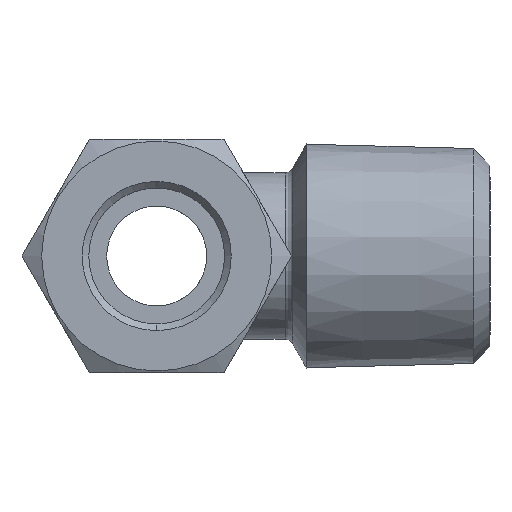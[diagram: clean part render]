
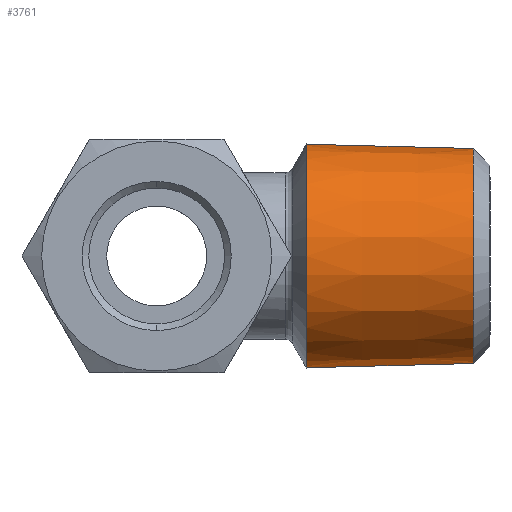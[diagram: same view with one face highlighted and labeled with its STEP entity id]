
A CAD part, left-side view. The second image highlights one B-rep face of the part: STEP entity #3761.
In plain terms, the highlighted conical face has half-angle 1.47 degrees and reference radius 6.707 mm.
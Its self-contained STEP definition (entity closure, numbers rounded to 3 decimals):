
#98 = EDGE_LOOP ( 'NONE', ( #5119, #5120, #5121, #5118 ) ) ;
#173 = EDGE_CURVE ( 'NONE', #4394, #4422, #5137, .T. ) ;
#348 = AXIS2_PLACEMENT_3D ( 'NONE', #3320, #3321, #3322 ) ;
#351 = CIRCLE ( 'NONE', #348, 6.707 ) ;
#352 = AXIS2_PLACEMENT_3D ( 'NONE', #3317, #3318, #3319 ) ;
#353 = CIRCLE ( 'NONE', #352, 6.45 ) ;
#554 = EDGE_CURVE ( 'NONE', #4405, #4394, #353, .T. ) ;
#555 = EDGE_CURVE ( 'NONE', #4431, #4422, #351, .T. ) ;
#871 = VECTOR ( 'NONE', #2010, 1000. ) ;
#1420 = CARTESIAN_POINT ( 'NONE',  ( 0., -19., -6.45 ) ) ;
#1421 = CARTESIAN_POINT ( 'NONE',  ( 0., -19., 6.45 ) ) ;
#1422 = CARTESIAN_POINT ( 'NONE',  ( 0., -9., -6.707 ) ) ;
#1423 = CARTESIAN_POINT ( 'NONE',  ( 0., -9., 6.707 ) ) ;
#2009 = CARTESIAN_POINT ( 'NONE',  ( 0., -9., -6.707 ) ) ;
#2010 = DIRECTION ( 'NONE',  ( 0., 1., -0.026 ) ) ;
#3008 = LINE ( 'NONE', #6106, #3992 ) ;
#3015 = FACE_OUTER_BOUND ( 'NONE', #98, .T. ) ;
#3317 = CARTESIAN_POINT ( 'NONE',  ( 0., -19., 0. ) ) ;
#3318 = DIRECTION ( 'NONE',  ( 0., -1., 0. ) ) ;
#3319 = DIRECTION ( 'NONE',  ( 0., 0., -1. ) ) ;
#3320 = CARTESIAN_POINT ( 'NONE',  ( 0., -9., 0. ) ) ;
#3321 = DIRECTION ( 'NONE',  ( 0., -1., 0. ) ) ;
#3322 = DIRECTION ( 'NONE',  ( 0., 0., -1. ) ) ;
#3756 = EDGE_CURVE ( 'NONE', #4405, #4431, #3008, .T. ) ;
#3761 = ADVANCED_FACE ( 'NONE', ( #3015 ), #3994, .T. ) ;
#3980 = AXIS2_PLACEMENT_3D ( 'NONE', #6122, #6123, #6124 ) ;
#3992 = VECTOR ( 'NONE', #6107, 1000. ) ;
#3994 = CONICAL_SURFACE ( 'NONE', #3980, 6.707, 0.026 ) ;
#4394 = VERTEX_POINT ( 'NONE', #1420 ) ;
#4405 = VERTEX_POINT ( 'NONE', #1421 ) ;
#4422 = VERTEX_POINT ( 'NONE', #1422 ) ;
#4431 = VERTEX_POINT ( 'NONE', #1423 ) ;
#5118 = ORIENTED_EDGE ( 'NONE', *, *, #555, .T. ) ;
#5119 = ORIENTED_EDGE ( 'NONE', *, *, #173, .F. ) ;
#5120 = ORIENTED_EDGE ( 'NONE', *, *, #554, .F. ) ;
#5121 = ORIENTED_EDGE ( 'NONE', *, *, #3756, .T. ) ;
#5137 = LINE ( 'NONE', #2009, #871 ) ;
#6106 = CARTESIAN_POINT ( 'NONE',  ( 0., -9., 6.707 ) ) ;
#6107 = DIRECTION ( 'NONE',  ( 0., 1., 0.026 ) ) ;
#6122 = CARTESIAN_POINT ( 'NONE',  ( 0., -9., 0. ) ) ;
#6123 = DIRECTION ( 'NONE',  ( 0., 1., 0. ) ) ;
#6124 = DIRECTION ( 'NONE',  ( 0., 0., 1. ) ) ;
